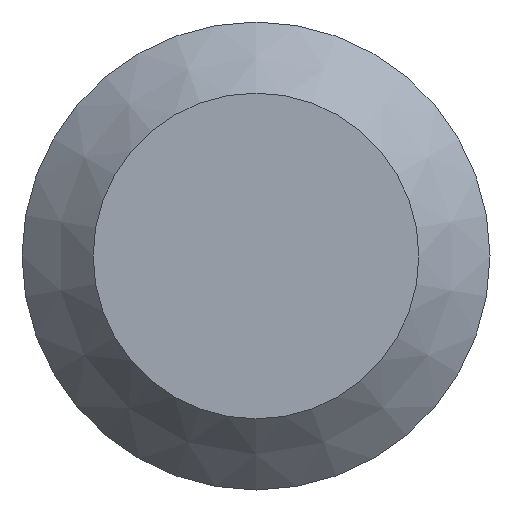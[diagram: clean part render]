
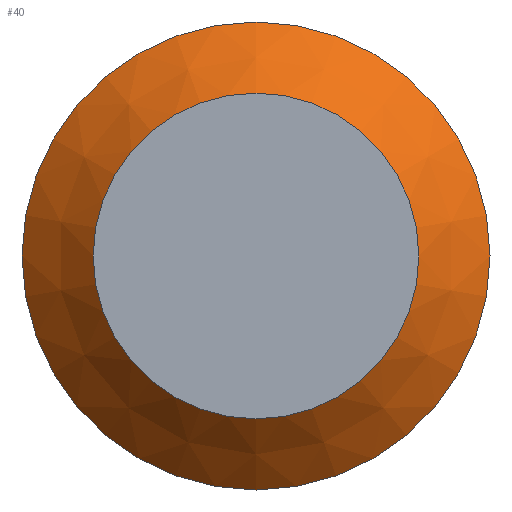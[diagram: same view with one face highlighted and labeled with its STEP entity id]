
A CAD part, left-side view. The second image highlights one B-rep face of the part: STEP entity #40.
In plain terms, the highlighted conical face has half-angle 45 degrees and reference radius 8.7 mm.
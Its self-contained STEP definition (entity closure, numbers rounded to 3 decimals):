
#40 = ADVANCED_FACE( '', ( #83, #84 ), #85, .T. );
#83 = FACE_OUTER_BOUND( '', #128, .T. );
#84 = FACE_BOUND( '', #129, .T. );
#85 = CONICAL_SURFACE( '', #130, 8.7, 0.785 );
#128 = EDGE_LOOP( '', ( #173 ) );
#129 = EDGE_LOOP( '', ( #174 ) );
#130 = AXIS2_PLACEMENT_3D( '', #175, #176, #177 );
#173 = ORIENTED_EDGE( '', *, *, #220, .F. );
#174 = ORIENTED_EDGE( '', *, *, #222, .T. );
#175 = CARTESIAN_POINT( '', ( 0., 0., 0. ) );
#176 = DIRECTION( '', ( 1., 0., 0. ) );
#177 = DIRECTION( '', ( 0., 0., -1. ) );
#220 = EDGE_CURVE( '', #244, #244, #245, .T. );
#222 = EDGE_CURVE( '', #247, #247, #248, .T. );
#244 = VERTEX_POINT( '', #272 );
#245 = CIRCLE( '', #273, 12.5 );
#247 = VERTEX_POINT( '', #275 );
#248 = CIRCLE( '', #276, 8.7 );
#272 = CARTESIAN_POINT( '', ( 3.8, 0., -12.5 ) );
#273 = AXIS2_PLACEMENT_3D( '', #302, #303, #304 );
#275 = CARTESIAN_POINT( '', ( 0., 0., -8.7 ) );
#276 = AXIS2_PLACEMENT_3D( '', #305, #306, #307 );
#302 = CARTESIAN_POINT( '', ( 3.8, 0., 0. ) );
#303 = DIRECTION( '', ( 1., 0., 0. ) );
#304 = DIRECTION( '', ( 0., 0., -1. ) );
#305 = CARTESIAN_POINT( '', ( 0., 0., 0. ) );
#306 = DIRECTION( '', ( 1., 0., 0. ) );
#307 = DIRECTION( '', ( 0., 0., -1. ) );
